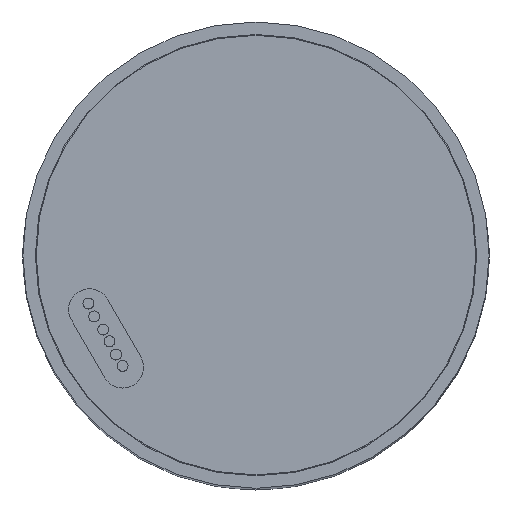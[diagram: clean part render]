
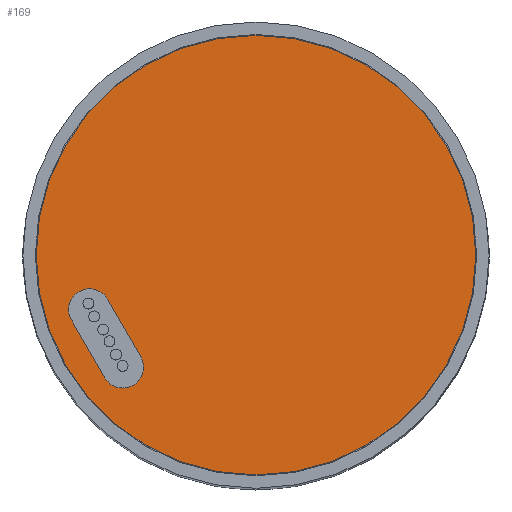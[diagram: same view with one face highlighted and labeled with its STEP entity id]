
A CAD part, top view. The second image highlights one B-rep face of the part: STEP entity #169.
In plain terms, the highlighted planar face has unit normal (0, 0, 1).
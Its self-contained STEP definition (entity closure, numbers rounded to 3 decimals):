
#2 = EDGE_CURVE ( 'NONE', #2882, #1026, #2402, .T. ) ;
#54 = ORIENTED_EDGE ( 'NONE', *, *, #2, .F. ) ;
#59 = CARTESIAN_POINT ( 'NONE',  ( -18.165, -14.714, 120.3 ) ) ;
#73 = VERTEX_POINT ( 'NONE', #59 ) ;
#142 = EDGE_CURVE ( 'NONE', #658, #1143, #729, .T. ) ;
#169 = ADVANCED_FACE ( 'NONE', ( #1525, #2786 ), #2776, .T. ) ;
#289 = ORIENTED_EDGE ( 'NONE', *, *, #142, .T. ) ;
#301 = CARTESIAN_POINT ( 'NONE',  ( -17.835, -5.286, 120.3 ) ) ;
#435 = DIRECTION ( 'NONE',  ( -1., 0., 0. ) ) ;
#446 = AXIS2_PLACEMENT_3D ( 'NONE', #2750, #2714, #533 ) ;
#533 = DIRECTION ( 'NONE',  ( 1., 0., 0. ) ) ;
#571 = ORIENTED_EDGE ( 'NONE', *, *, #1469, .F. ) ;
#589 = CARTESIAN_POINT ( 'NONE',  ( -16., -13.464, 120.3 ) ) ;
#650 = ORIENTED_EDGE ( 'NONE', *, *, #1819, .F. ) ;
#658 = VERTEX_POINT ( 'NONE', #1207 ) ;
#685 = AXIS2_PLACEMENT_3D ( 'NONE', #589, #2460, #857 ) ;
#729 = CIRCLE ( 'NONE', #446, 26.4 ) ;
#751 = CARTESIAN_POINT ( 'NONE',  ( -16., -13.464, 120.3 ) ) ;
#857 = DIRECTION ( 'NONE',  ( -1., 0., 0. ) ) ;
#889 = DIRECTION ( 'NONE',  ( 1., 0., 0. ) ) ;
#938 = DIRECTION ( 'NONE',  ( 0., 0., 1. ) ) ;
#944 = VERTEX_POINT ( 'NONE', #1626 ) ;
#1017 = DIRECTION ( 'NONE',  ( -1., 0., 0. ) ) ;
#1026 = VERTEX_POINT ( 'NONE', #1674 ) ;
#1044 = CARTESIAN_POINT ( 'NONE',  ( -18.165, -14.714, 120.3 ) ) ;
#1088 = CIRCLE ( 'NONE', #1639, 2.5 ) ;
#1123 = VECTOR ( 'NONE', #2649, 1000. ) ;
#1143 = VERTEX_POINT ( 'NONE', #2289 ) ;
#1207 = CARTESIAN_POINT ( 'NONE',  ( -26.4, 0., 120.3 ) ) ;
#1228 = VERTEX_POINT ( 'NONE', #3142 ) ;
#1259 = EDGE_CURVE ( 'NONE', #73, #944, #1088, .T. ) ;
#1362 = DIRECTION ( 'NONE',  ( -0.5, 0.866, 0. ) ) ;
#1386 = CARTESIAN_POINT ( 'NONE',  ( 0., 0., 120.3 ) ) ;
#1469 = EDGE_CURVE ( 'NONE', #944, #1228, #2306, .T. ) ;
#1525 = FACE_BOUND ( 'NONE', #3068, .T. ) ;
#1624 = CIRCLE ( 'NONE', #3073, 26.4 ) ;
#1626 = CARTESIAN_POINT ( 'NONE',  ( -13.5, -13.464, 120.3 ) ) ;
#1639 = AXIS2_PLACEMENT_3D ( 'NONE', #751, #2620, #1017 ) ;
#1674 = CARTESIAN_POINT ( 'NONE',  ( -22.165, -7.786, 120.3 ) ) ;
#1749 = LINE ( 'NONE', #1044, #1123 ) ;
#1819 = EDGE_CURVE ( 'NONE', #1026, #73, #1749, .T. ) ;
#1961 = VECTOR ( 'NONE', #1362, 1000. ) ;
#2051 = AXIS2_PLACEMENT_3D ( 'NONE', #1386, #2222, #889 ) ;
#2098 = EDGE_CURVE ( 'NONE', #1143, #658, #1624, .T. ) ;
#2110 = ORIENTED_EDGE ( 'NONE', *, *, #2461, .F. ) ;
#2222 = DIRECTION ( 'NONE',  ( 0., 0., 1. ) ) ;
#2289 = CARTESIAN_POINT ( 'NONE',  ( 26.4, 0., 120.3 ) ) ;
#2306 = CIRCLE ( 'NONE', #685, 2.5 ) ;
#2402 = CIRCLE ( 'NONE', #2846, 2.5 ) ;
#2460 = DIRECTION ( 'NONE',  ( 0., 0., 1. ) ) ;
#2461 = EDGE_CURVE ( 'NONE', #1228, #2882, #2669, .T. ) ;
#2538 = CARTESIAN_POINT ( 'NONE',  ( 0., 0., 120.3 ) ) ;
#2569 = CARTESIAN_POINT ( 'NONE',  ( -20., -6.536, 120.3 ) ) ;
#2577 = ORIENTED_EDGE ( 'NONE', *, *, #2098, .T. ) ;
#2620 = DIRECTION ( 'NONE',  ( 0., 0., 1. ) ) ;
#2649 = DIRECTION ( 'NONE',  ( 0.5, -0.866, 0. ) ) ;
#2669 = LINE ( 'NONE', #3000, #1961 ) ;
#2714 = DIRECTION ( 'NONE',  ( 0., 0., 1. ) ) ;
#2750 = CARTESIAN_POINT ( 'NONE',  ( 0., 0., 120.3 ) ) ;
#2776 = PLANE ( 'NONE',  #2051 ) ;
#2786 = FACE_OUTER_BOUND ( 'NONE', #3175, .T. ) ;
#2812 = DIRECTION ( 'NONE',  ( 1., 0., 0. ) ) ;
#2846 = AXIS2_PLACEMENT_3D ( 'NONE', #2569, #3393, #435 ) ;
#2882 = VERTEX_POINT ( 'NONE', #301 ) ;
#3000 = CARTESIAN_POINT ( 'NONE',  ( -13.835, -12.214, 120.3 ) ) ;
#3068 = EDGE_LOOP ( 'NONE', ( #3131, #650, #54, #2110, #571 ) ) ;
#3073 = AXIS2_PLACEMENT_3D ( 'NONE', #2538, #938, #2812 ) ;
#3131 = ORIENTED_EDGE ( 'NONE', *, *, #1259, .F. ) ;
#3142 = CARTESIAN_POINT ( 'NONE',  ( -13.835, -12.214, 120.3 ) ) ;
#3175 = EDGE_LOOP ( 'NONE', ( #2577, #289 ) ) ;
#3393 = DIRECTION ( 'NONE',  ( 0., 0., 1. ) ) ;
